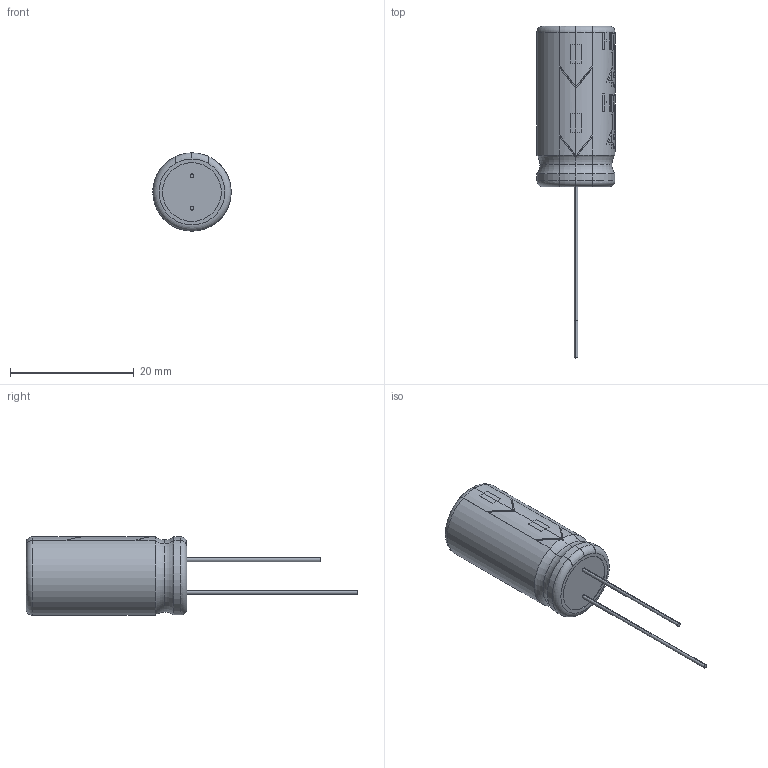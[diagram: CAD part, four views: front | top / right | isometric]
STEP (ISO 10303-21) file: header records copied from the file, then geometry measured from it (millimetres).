
FILE_DESCRIPTION (( 'STEP AP214' ), '1' );
FILE_NAME ('HITANO 10uF 450V EHR100M2WB.STEP', '2023-06-26T18:22:28', ( '' ), ( '' ), 'SwSTEP 2.0', 'SolidWorks 2021', '' );
FILE_SCHEMA (( 'AUTOMOTIVE_DESIGN' ));
Length unit declared in the file: millimetre
Products named in the file (1): HITANO 10uF 450V EHR100M2WB
Bounding box: 12.65 x 53.7 x 12.66 mm (x, y, z)
Volume: 3212.9 mm3; surface area: 1365.7 mm2
Topology: 1 solids, 1 shells, 389 faces, 1018 edges, 667 vertices
Faces by surface type: plane 230, bspline 80, cylinder 63, torus 16
Entity records: 20388 total; most frequent: CARTESIAN_POINT 7601, ORIENTED_EDGE 2036, DIRECTION 1601, EDGE_CURVE 1018, VERTEX_POINT 667, AXIS2_PLACEMENT_3D 553, VECTOR 495, LINE 495
